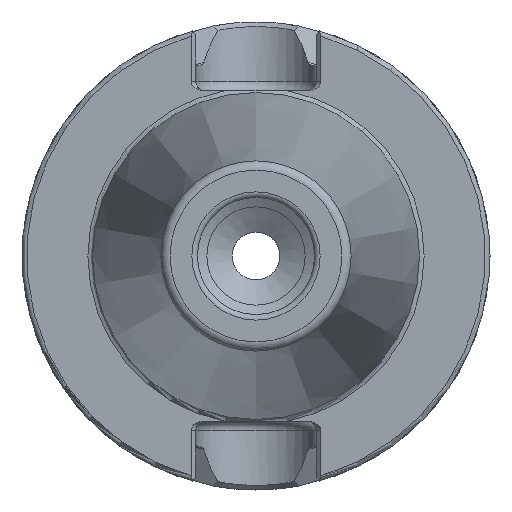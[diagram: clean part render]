
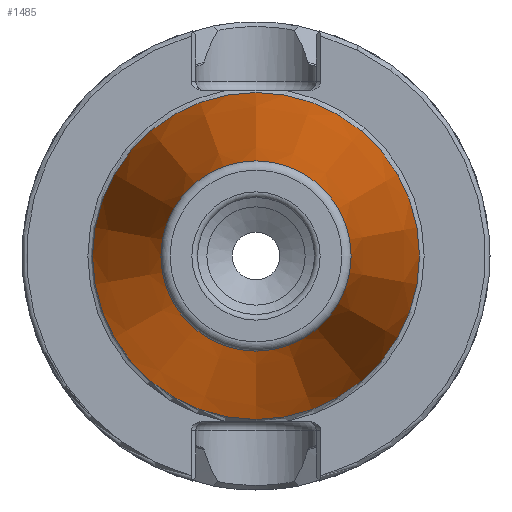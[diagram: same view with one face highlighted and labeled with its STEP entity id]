
A CAD part, left-side view. The second image highlights one B-rep face of the part: STEP entity #1485.
In plain terms, the highlighted conical face has half-angle 8.297 degrees and reference radius 34.925 mm.
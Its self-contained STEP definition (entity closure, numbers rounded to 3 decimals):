
#57 = EDGE_CURVE ( 'NONE', #1695, #1695, #3270, .T. ) ;
#427 = DIRECTION ( 'NONE',  ( -1., 0., 0. ) ) ;
#455 = AXIS2_PLACEMENT_3D ( 'NONE', #3641, #1566, #953 ) ;
#749 = CARTESIAN_POINT ( 'NONE',  ( -100.089, 0., 20.329 ) ) ;
#953 = DIRECTION ( 'NONE',  ( 0., 0., -1. ) ) ;
#1052 = EDGE_LOOP ( 'NONE', ( #1927 ) ) ;
#1128 = CIRCLE ( 'NONE', #1285, 34.925 ) ;
#1285 = AXIS2_PLACEMENT_3D ( 'NONE', #2015, #427, #3792 ) ;
#1380 = CARTESIAN_POINT ( 'NONE',  ( 0., 0., 34.925 ) ) ;
#1485 = ADVANCED_FACE ( 'NONE', ( #2464, #1609 ), #3863, .T. ) ;
#1549 = EDGE_LOOP ( 'NONE', ( #2899 ) ) ;
#1566 = DIRECTION ( 'NONE',  ( 1., 0., 0. ) ) ;
#1609 = FACE_OUTER_BOUND ( 'NONE', #1549, .T. ) ;
#1615 = DIRECTION ( 'NONE',  ( -1., 0., 0. ) ) ;
#1695 = VERTEX_POINT ( 'NONE', #749 ) ;
#1834 = VERTEX_POINT ( 'NONE', #1380 ) ;
#1920 = CARTESIAN_POINT ( 'NONE',  ( -100.089, 0., 0. ) ) ;
#1927 = ORIENTED_EDGE ( 'NONE', *, *, #57, .F. ) ;
#2015 = CARTESIAN_POINT ( 'NONE',  ( 0., 0., 0. ) ) ;
#2143 = AXIS2_PLACEMENT_3D ( 'NONE', #1920, #1615, #2525 ) ;
#2348 = EDGE_CURVE ( 'NONE', #1834, #1834, #1128, .T. ) ;
#2464 = FACE_BOUND ( 'NONE', #1052, .T. ) ;
#2525 = DIRECTION ( 'NONE',  ( 0., 0., 1. ) ) ;
#2899 = ORIENTED_EDGE ( 'NONE', *, *, #2348, .T. ) ;
#3270 = CIRCLE ( 'NONE', #2143, 20.329 ) ;
#3641 = CARTESIAN_POINT ( 'NONE',  ( 0., 0., 0. ) ) ;
#3792 = DIRECTION ( 'NONE',  ( 0., 0., 1. ) ) ;
#3863 = CONICAL_SURFACE ( 'NONE', #455, 34.925, 0.145 ) ;
